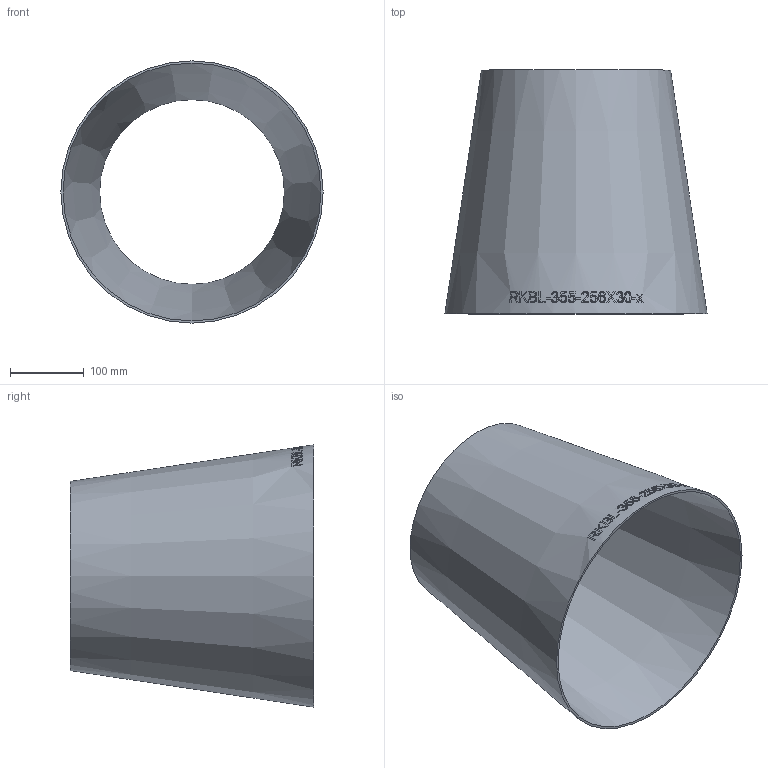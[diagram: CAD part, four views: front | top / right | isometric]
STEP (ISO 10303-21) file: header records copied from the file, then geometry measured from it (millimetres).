
FILE_DESCRIPTION (( 'STEP AP214' ), '1' );
FILE_NAME ('RKBL-355-256X30-x Reduzierung aus Blech 2006.STEP', '2020-06-18T07:01:23', ( '' ), ( '' ), 'SwSTEP 2.0', 'SolidWorks 2019', '' );
FILE_SCHEMA (( 'AUTOMOTIVE_DESIGN' ));
Length unit declared in the file: millimetre
Products named in the file (1): RKBL-355-256X30-x Reduzierung aus Blech 2006
Bounding box: 355 x 330 x 355 mm (x, y, z)
Volume: 949432.8 mm3; surface area: 639936 mm2
Topology: 1 solids, 1 shells, 246 faces, 666 edges, 444 vertices
Faces by surface type: bspline 220, cone 24, plane 2
Entity records: 44373 total; most frequent: CARTESIAN_POINT 37499, ORIENTED_EDGE 1328, EDGE_CURVE 664, B_SPLINE_CURVE_WITH_KNOTS 660, VERTEX_POINT 444, EDGE_LOOP 272, ADVANCED_FACE 246, FACE_OUTER_BOUND 246
